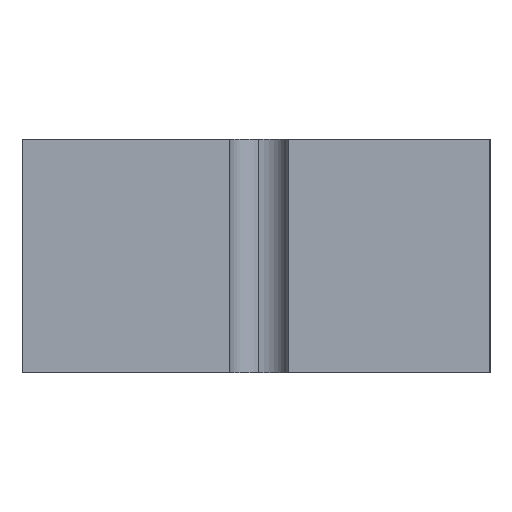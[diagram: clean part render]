
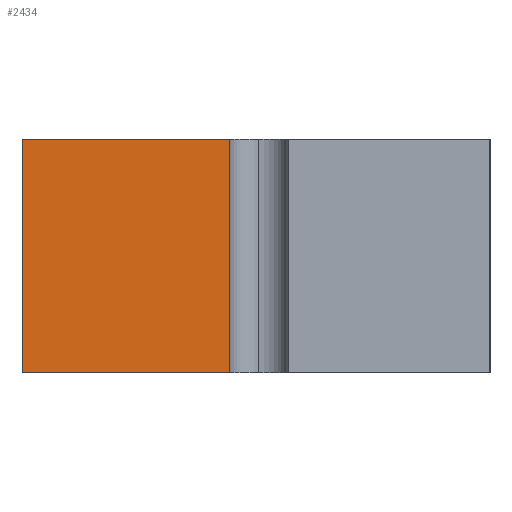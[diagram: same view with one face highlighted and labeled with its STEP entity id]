
A CAD part, left-side view. The second image highlights one B-rep face of the part: STEP entity #2434.
In plain terms, the highlighted planar face has unit normal (-1, 0, 0).
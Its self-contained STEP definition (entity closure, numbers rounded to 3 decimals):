
#95 = ORIENTED_EDGE ( 'NONE', *, *, #1753, .F. ) ;
#138 = CARTESIAN_POINT ( 'NONE',  ( 0., 16., 0. ) ) ;
#140 = ORIENTED_EDGE ( 'NONE', *, *, #738, .T. ) ;
#270 = LINE ( 'NONE', #654, #1660 ) ;
#420 = CARTESIAN_POINT ( 'NONE',  ( 0., 8.9, 0. ) ) ;
#452 = DIRECTION ( 'NONE',  ( 0., 0., 1. ) ) ;
#654 = CARTESIAN_POINT ( 'NONE',  ( 0., 8.9, 0. ) ) ;
#738 = EDGE_CURVE ( 'NONE', #2428, #2511, #932, .T. ) ;
#767 = VERTEX_POINT ( 'NONE', #420 ) ;
#878 = LINE ( 'NONE', #138, #1331 ) ;
#928 = ORIENTED_EDGE ( 'NONE', *, *, #1802, .T. ) ;
#932 = LINE ( 'NONE', #990, #1294 ) ;
#969 = CARTESIAN_POINT ( 'NONE',  ( 0., 8.9, 8. ) ) ;
#986 = CARTESIAN_POINT ( 'NONE',  ( 0., 16., 8. ) ) ;
#990 = CARTESIAN_POINT ( 'NONE',  ( 0., 16., 8. ) ) ;
#1004 = CARTESIAN_POINT ( 'NONE',  ( 0., 16., 8. ) ) ;
#1023 = CARTESIAN_POINT ( 'NONE',  ( 0., 16., 0. ) ) ;
#1187 = DIRECTION ( 'NONE',  ( 0., 1., 0. ) ) ;
#1189 = DIRECTION ( 'NONE',  ( 0., 0., -1. ) ) ;
#1284 = VERTEX_POINT ( 'NONE', #969 ) ;
#1294 = VECTOR ( 'NONE', #1189, 1000. ) ;
#1331 = VECTOR ( 'NONE', #1750, 1000. ) ;
#1463 = FACE_OUTER_BOUND ( 'NONE', #2041, .T. ) ;
#1525 = DIRECTION ( 'NONE',  ( 0., -1., 0. ) ) ;
#1543 = CARTESIAN_POINT ( 'NONE',  ( 0., 16., 8. ) ) ;
#1660 = VECTOR ( 'NONE', #452, 1000. ) ;
#1750 = DIRECTION ( 'NONE',  ( 0., -1., 0. ) ) ;
#1753 = EDGE_CURVE ( 'NONE', #2428, #1284, #1965, .T. ) ;
#1795 = PLANE ( 'NONE',  #1828 ) ;
#1802 = EDGE_CURVE ( 'NONE', #2511, #767, #878, .T. ) ;
#1828 = AXIS2_PLACEMENT_3D ( 'NONE', #986, #1978, #1187 ) ;
#1965 = LINE ( 'NONE', #1543, #2035 ) ;
#1978 = DIRECTION ( 'NONE',  ( 1., 0., 0. ) ) ;
#2035 = VECTOR ( 'NONE', #1525, 1000. ) ;
#2041 = EDGE_LOOP ( 'NONE', ( #928, #2138, #95, #140 ) ) ;
#2138 = ORIENTED_EDGE ( 'NONE', *, *, #2500, .T. ) ;
#2428 = VERTEX_POINT ( 'NONE', #1004 ) ;
#2434 = ADVANCED_FACE ( 'NONE', ( #1463 ), #1795, .F. ) ;
#2500 = EDGE_CURVE ( 'NONE', #767, #1284, #270, .T. ) ;
#2511 = VERTEX_POINT ( 'NONE', #1023 ) ;
